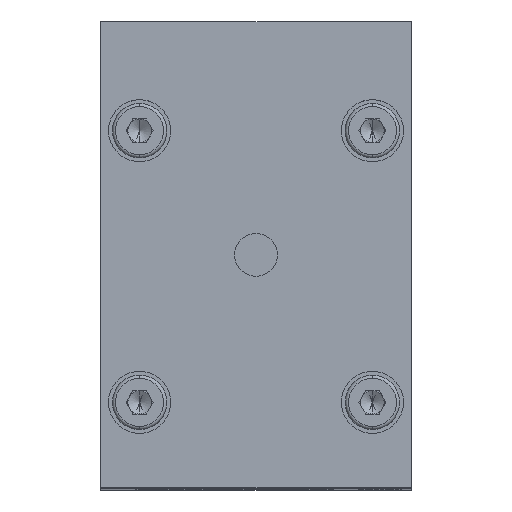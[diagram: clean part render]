
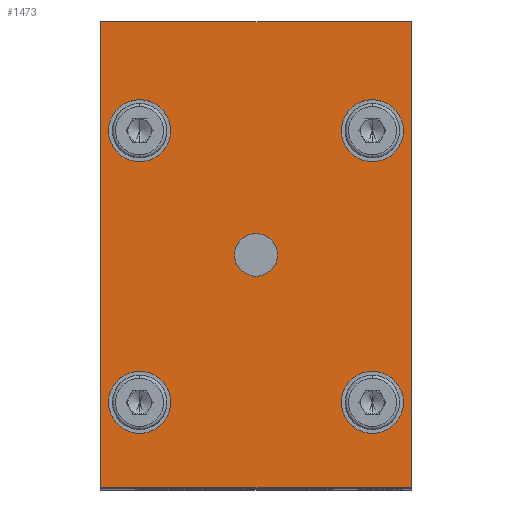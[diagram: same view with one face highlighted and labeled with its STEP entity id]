
A CAD part, top view. The second image highlights one B-rep face of the part: STEP entity #1473.
In plain terms, the highlighted planar face has unit normal (0, 0, 1).
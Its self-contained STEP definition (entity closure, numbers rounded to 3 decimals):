
#295 = CARTESIAN_POINT ( 'NONE',  ( -20., -30., 142. ) ) ;
#304 = CARTESIAN_POINT ( 'NONE',  ( 20., -30., 142. ) ) ;
#758 = DIRECTION ( 'NONE',  ( 0., -1., 0. ) ) ;
#1298 = CIRCLE ( 'NONE', #26381, 4. ) ;
#1313 = ORIENTED_EDGE ( 'NONE', *, *, #23614, .T. ) ;
#1379 = PLANE ( 'NONE',  #14925 ) ;
#1433 = AXIS2_PLACEMENT_3D ( 'NONE', #28117, #14468, #758 ) ;
#1473 = ADVANCED_FACE ( 'NONE', ( #20834, #8727, #4059, #2628, #26194, #20117 ), #1379, .F. ) ;
#1541 = CIRCLE ( 'NONE', #17949, 4. ) ;
#1666 = VERTEX_POINT ( 'NONE', #27662 ) ;
#2024 = EDGE_CURVE ( 'NONE', #26979, #20420, #21547, .T. ) ;
#2628 = FACE_BOUND ( 'NONE', #26581, .T. ) ;
#3030 = AXIS2_PLACEMENT_3D ( 'NONE', #6330, #22304, #8649 ) ;
#3812 = EDGE_CURVE ( 'NONE', #22714, #9489, #27769, .T. ) ;
#3870 = EDGE_CURVE ( 'NONE', #9489, #5857, #12070, .T. ) ;
#4059 = FACE_BOUND ( 'NONE', #29077, .T. ) ;
#4296 = CARTESIAN_POINT ( 'NONE',  ( 0., 0., 142. ) ) ;
#4419 = VERTEX_POINT ( 'NONE', #24900 ) ;
#4503 = EDGE_CURVE ( 'NONE', #20856, #29575, #8485, .T. ) ;
#4594 = AXIS2_PLACEMENT_3D ( 'NONE', #13295, #29234, #15592 ) ;
#4743 = CARTESIAN_POINT ( 'NONE',  ( 0., 0., 142. ) ) ;
#5046 = CARTESIAN_POINT ( 'NONE',  ( 15., -19., 142. ) ) ;
#5693 = CARTESIAN_POINT ( 'NONE',  ( -15., -19., 142. ) ) ;
#5857 = VERTEX_POINT ( 'NONE', #8151 ) ;
#5989 = VECTOR ( 'NONE', #19024, 1000. ) ;
#6330 = CARTESIAN_POINT ( 'NONE',  ( -15., 16., 142. ) ) ;
#6395 = EDGE_CURVE ( 'NONE', #20420, #26979, #1541, .T. ) ;
#6603 = DIRECTION ( 'NONE',  ( 0., -1., 0. ) ) ;
#6625 = VERTEX_POINT ( 'NONE', #16159 ) ;
#7066 = DIRECTION ( 'NONE',  ( 0., -1., 0. ) ) ;
#7238 = EDGE_CURVE ( 'NONE', #1666, #22714, #7629, .T. ) ;
#7375 = DIRECTION ( 'NONE',  ( 0., -1., 0. ) ) ;
#7629 = LINE ( 'NONE', #295, #25074 ) ;
#8016 = DIRECTION ( 'NONE',  ( 0., -1., 0. ) ) ;
#8082 = AXIS2_PLACEMENT_3D ( 'NONE', #13717, #29657, #16006 ) ;
#8151 = CARTESIAN_POINT ( 'NONE',  ( -20., 30., 142. ) ) ;
#8485 = CIRCLE ( 'NONE', #24740, 2.75 ) ;
#8649 = DIRECTION ( 'NONE',  ( 0., -1., 0. ) ) ;
#8727 = FACE_BOUND ( 'NONE', #24362, .T. ) ;
#8811 = CARTESIAN_POINT ( 'NONE',  ( 15., 16., 142. ) ) ;
#9041 = VECTOR ( 'NONE', #20204, 1000. ) ;
#9389 = CARTESIAN_POINT ( 'NONE',  ( 20., 30., 142. ) ) ;
#9489 = VERTEX_POINT ( 'NONE', #9389 ) ;
#9853 = CIRCLE ( 'NONE', #1433, 4. ) ;
#10305 = VECTOR ( 'NONE', #25598, 1000. ) ;
#10325 = CIRCLE ( 'NONE', #19474, 4. ) ;
#11063 = DIRECTION ( 'NONE',  ( 0., -1., 0. ) ) ;
#11267 = AXIS2_PLACEMENT_3D ( 'NONE', #4296, #20270, #6603 ) ;
#11286 = DIRECTION ( 'NONE',  ( 0., 0., 1. ) ) ;
#11414 = ORIENTED_EDGE ( 'NONE', *, *, #13444, .F. ) ;
#11537 = ORIENTED_EDGE ( 'NONE', *, *, #7238, .T. ) ;
#11754 = CARTESIAN_POINT ( 'NONE',  ( -15., -15., 142. ) ) ;
#11918 = ORIENTED_EDGE ( 'NONE', *, *, #4503, .F. ) ;
#12070 = LINE ( 'NONE', #12138, #5989 ) ;
#12138 = CARTESIAN_POINT ( 'NONE',  ( -20., 30., 142. ) ) ;
#12577 = EDGE_LOOP ( 'NONE', ( #22382, #11414 ) ) ;
#12946 = VERTEX_POINT ( 'NONE', #29104 ) ;
#12951 = DIRECTION ( 'NONE',  ( 0., 0., -1. ) ) ;
#13058 = EDGE_CURVE ( 'NONE', #15144, #27710, #10325, .T. ) ;
#13295 = CARTESIAN_POINT ( 'NONE',  ( -15., -19., 142. ) ) ;
#13409 = CARTESIAN_POINT ( 'NONE',  ( 15., -15., 142. ) ) ;
#13444 = EDGE_CURVE ( 'NONE', #6625, #4419, #25259, .T. ) ;
#13717 = CARTESIAN_POINT ( 'NONE',  ( 15., -19., 142. ) ) ;
#14063 = EDGE_CURVE ( 'NONE', #16716, #12946, #1298, .T. ) ;
#14468 = DIRECTION ( 'NONE',  ( 0., 0., 1. ) ) ;
#14925 = AXIS2_PLACEMENT_3D ( 'NONE', #15114, #12951, #26827 ) ;
#15093 = LINE ( 'NONE', #24681, #9041 ) ;
#15114 = CARTESIAN_POINT ( 'NONE',  ( 20., -30., 142. ) ) ;
#15144 = VERTEX_POINT ( 'NONE', #13409 ) ;
#15592 = DIRECTION ( 'NONE',  ( 0., -1., 0. ) ) ;
#16006 = DIRECTION ( 'NONE',  ( 0., -1., 0. ) ) ;
#16159 = CARTESIAN_POINT ( 'NONE',  ( -15., 20., 142. ) ) ;
#16305 = CARTESIAN_POINT ( 'NONE',  ( 0., -2.75, 142. ) ) ;
#16306 = DIRECTION ( 'NONE',  ( 1., 0., 0. ) ) ;
#16332 = EDGE_LOOP ( 'NONE', ( #11918, #20785 ) ) ;
#16716 = VERTEX_POINT ( 'NONE', #17781 ) ;
#17378 = ORIENTED_EDGE ( 'NONE', *, *, #3870, .T. ) ;
#17781 = CARTESIAN_POINT ( 'NONE',  ( 15., 20., 142. ) ) ;
#17949 = AXIS2_PLACEMENT_3D ( 'NONE', #5693, #21685, #8016 ) ;
#18823 = CARTESIAN_POINT ( 'NONE',  ( -15., -23., 142. ) ) ;
#19024 = DIRECTION ( 'NONE',  ( -1., 0., 0. ) ) ;
#19474 = AXIS2_PLACEMENT_3D ( 'NONE', #5046, #21031, #7375 ) ;
#19527 = ORIENTED_EDGE ( 'NONE', *, *, #6395, .F. ) ;
#20117 = FACE_OUTER_BOUND ( 'NONE', #21689, .T. ) ;
#20204 = DIRECTION ( 'NONE',  ( 0., -1., 0. ) ) ;
#20270 = DIRECTION ( 'NONE',  ( 0., 0., 1. ) ) ;
#20420 = VERTEX_POINT ( 'NONE', #18823 ) ;
#20710 = DIRECTION ( 'NONE',  ( 0., 0., 1. ) ) ;
#20785 = ORIENTED_EDGE ( 'NONE', *, *, #23120, .F. ) ;
#20834 = FACE_BOUND ( 'NONE', #12577, .T. ) ;
#20856 = VERTEX_POINT ( 'NONE', #16305 ) ;
#21031 = DIRECTION ( 'NONE',  ( 0., 0., 1. ) ) ;
#21486 = ORIENTED_EDGE ( 'NONE', *, *, #2024, .F. ) ;
#21547 = CIRCLE ( 'NONE', #4594, 4. ) ;
#21685 = DIRECTION ( 'NONE',  ( 0., 0., 1. ) ) ;
#21689 = EDGE_LOOP ( 'NONE', ( #11537, #27765, #17378, #1313 ) ) ;
#22304 = DIRECTION ( 'NONE',  ( 0., 0., 1. ) ) ;
#22382 = ORIENTED_EDGE ( 'NONE', *, *, #28944, .F. ) ;
#22714 = VERTEX_POINT ( 'NONE', #304 ) ;
#22831 = CARTESIAN_POINT ( 'NONE',  ( 0., 2.75, 142. ) ) ;
#23120 = EDGE_CURVE ( 'NONE', #29575, #20856, #29139, .T. ) ;
#23330 = CARTESIAN_POINT ( 'NONE',  ( 20., 30., 142. ) ) ;
#23614 = EDGE_CURVE ( 'NONE', #5857, #1666, #15093, .T. ) ;
#23681 = EDGE_CURVE ( 'NONE', #27710, #15144, #25067, .T. ) ;
#23771 = ORIENTED_EDGE ( 'NONE', *, *, #23681, .F. ) ;
#24019 = CIRCLE ( 'NONE', #26912, 4. ) ;
#24362 = EDGE_LOOP ( 'NONE', ( #27366, #28623 ) ) ;
#24681 = CARTESIAN_POINT ( 'NONE',  ( -20., 30., 142. ) ) ;
#24740 = AXIS2_PLACEMENT_3D ( 'NONE', #4743, #20710, #7066 ) ;
#24741 = DIRECTION ( 'NONE',  ( 0., 0., 1. ) ) ;
#24900 = CARTESIAN_POINT ( 'NONE',  ( -15., 12., 142. ) ) ;
#24949 = CARTESIAN_POINT ( 'NONE',  ( -15., 16., 142. ) ) ;
#25033 = ORIENTED_EDGE ( 'NONE', *, *, #13058, .F. ) ;
#25067 = CIRCLE ( 'NONE', #8082, 4. ) ;
#25074 = VECTOR ( 'NONE', #16306, 1000. ) ;
#25259 = CIRCLE ( 'NONE', #3030, 4. ) ;
#25598 = DIRECTION ( 'NONE',  ( 0., 1., 0. ) ) ;
#26194 = FACE_BOUND ( 'NONE', #16332, .T. ) ;
#26381 = AXIS2_PLACEMENT_3D ( 'NONE', #8811, #24741, #11063 ) ;
#26581 = EDGE_LOOP ( 'NONE', ( #19527, #21486 ) ) ;
#26827 = DIRECTION ( 'NONE',  ( 0., 1., 0. ) ) ;
#26912 = AXIS2_PLACEMENT_3D ( 'NONE', #24949, #11286, #27235 ) ;
#26979 = VERTEX_POINT ( 'NONE', #11754 ) ;
#27063 = EDGE_CURVE ( 'NONE', #12946, #16716, #9853, .T. ) ;
#27235 = DIRECTION ( 'NONE',  ( 0., -1., 0. ) ) ;
#27366 = ORIENTED_EDGE ( 'NONE', *, *, #27063, .F. ) ;
#27662 = CARTESIAN_POINT ( 'NONE',  ( -20., -30., 142. ) ) ;
#27710 = VERTEX_POINT ( 'NONE', #28228 ) ;
#27765 = ORIENTED_EDGE ( 'NONE', *, *, #3812, .T. ) ;
#27769 = LINE ( 'NONE', #23330, #10305 ) ;
#28117 = CARTESIAN_POINT ( 'NONE',  ( 15., 16., 142. ) ) ;
#28228 = CARTESIAN_POINT ( 'NONE',  ( 15., -23., 142. ) ) ;
#28623 = ORIENTED_EDGE ( 'NONE', *, *, #14063, .F. ) ;
#28944 = EDGE_CURVE ( 'NONE', #4419, #6625, #24019, .T. ) ;
#29077 = EDGE_LOOP ( 'NONE', ( #23771, #25033 ) ) ;
#29104 = CARTESIAN_POINT ( 'NONE',  ( 15., 12., 142. ) ) ;
#29139 = CIRCLE ( 'NONE', #11267, 2.75 ) ;
#29234 = DIRECTION ( 'NONE',  ( 0., 0., 1. ) ) ;
#29575 = VERTEX_POINT ( 'NONE', #22831 ) ;
#29657 = DIRECTION ( 'NONE',  ( 0., 0., 1. ) ) ;
